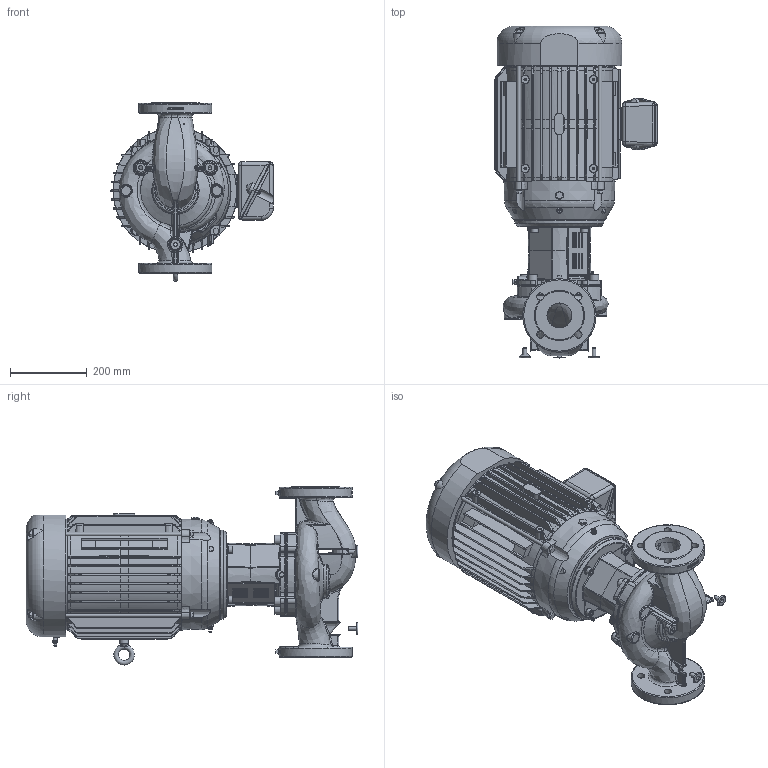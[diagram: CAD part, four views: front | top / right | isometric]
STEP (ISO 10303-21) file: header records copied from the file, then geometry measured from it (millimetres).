
FILE_DESCRIPTION(/* description */ (''),/* implementation_level */ '2;1');
FILE_NAME(/* name */ '2714695 - PUMP IL2.5 165_470-2-S1E 460V_3_60 TEFC_Shrinkwrap_1.stp',/* time_stamp */ '2022-03-23T16:48:02-05:00',/* author */ ('faliszekte'),/* organization */ (''),/* preprocessor_version */ 'ST-DEVELOPER v18.1',/* originating_system */ 'Autodesk Inventor 2021',/* authorisation */ '');
FILE_SCHEMA (('AUTOMOTIVE_DESIGN { 1 0 10303 214 3 1 1 }'));
Length unit declared in the file: inch
Products named in the file (1): 2714695 - PUMP IL2.5 165_470-2-S1E 460V_3_60 TEFC_Shrinkwrap_1
Bounding box: 423.22 x 863.46 x 464 mm (x, y, z)
Surface area: 1843033.1 mm2 (no closed solid volume)
Topology: 0 solids, 40 shells, 2828 faces, 8356 edges, 5388 vertices
Faces by surface type: plane 871, bspline 647, cylinder 643, cone 430, torus 190, sphere 47
Full cylindrical faces by diameter (mm): 3.768 x1, 5 x1, 6.528 x4, 8 x2, 8.141 x10, 9 x9, 9.652 x14, 10.11 x3, 10.162 x60, 10.287 x1, 10.369 x1, 10.445 x1, 11.112 x1, 12.7 x60, 13.208 x2, 13.495 x2, 19.05 x12, 23.114 x1, 23.812 x4, 33 x1, 39.05 x1, 41.262 x1, 42.837 x1, 65 x1, 85.25 x1, 190.5 x2, 215.862 x1, 281.788 x1
Entity records: 172143 total; most frequent: CARTESIAN_POINT 101265, ORIENTED_EDGE 15240, DIRECTION 12566, EDGE_CURVE 8309, VERTEX_POINT 5388, AXIS2_PLACEMENT_3D 4853, EDGE_LOOP 2974, LINE 2860
